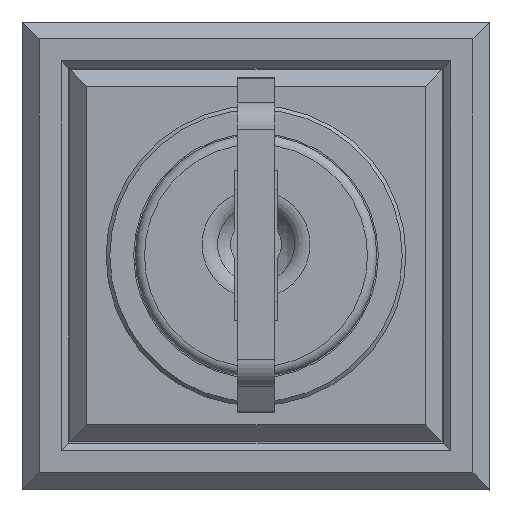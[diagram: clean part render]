
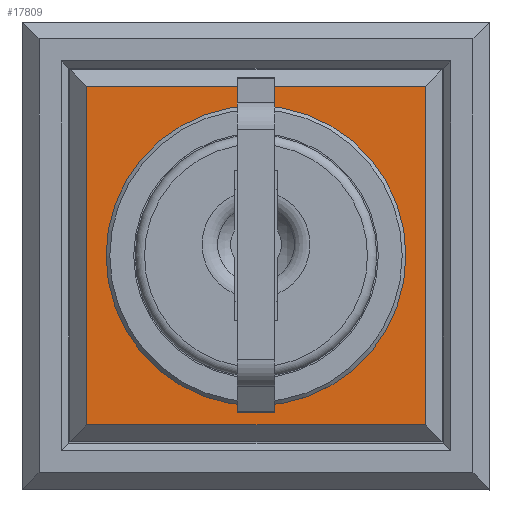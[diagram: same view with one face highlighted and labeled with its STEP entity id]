
A CAD part, top view. The second image highlights one B-rep face of the part: STEP entity #17809.
In plain terms, the highlighted planar face has unit normal (0, 0, 1).
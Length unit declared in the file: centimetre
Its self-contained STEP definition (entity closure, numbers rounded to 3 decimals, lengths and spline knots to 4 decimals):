
#132=FACE_BOUND('',#2636,.T.);
#870=PLANE('',#18902);
#1723=FACE_OUTER_BOUND('',#2635,.T.);
#2635=EDGE_LOOP('',(#15913,#15914,#15915,#15916));
#2636=EDGE_LOOP('',(#15917));
#2886=CIRCLE('',#18898,0.8);
#5017=LINE('',#38091,#7104);
#5018=LINE('',#38093,#7105);
#5019=LINE('',#38095,#7106);
#5020=LINE('',#38096,#7107);
#7104=VECTOR('',#23078,1.);
#7105=VECTOR('',#23079,1.);
#7106=VECTOR('',#23080,1.);
#7107=VECTOR('',#23081,1.);
#8728=VERTEX_POINT('',#38080);
#8730=VERTEX_POINT('',#38089);
#8731=VERTEX_POINT('',#38090);
#8732=VERTEX_POINT('',#38092);
#8733=VERTEX_POINT('',#38094);
#11134=EDGE_CURVE('',#8728,#8728,#2886,.T.);
#11137=EDGE_CURVE('',#8730,#8731,#5017,.T.);
#11138=EDGE_CURVE('',#8732,#8730,#5018,.T.);
#11139=EDGE_CURVE('',#8733,#8732,#5019,.T.);
#11140=EDGE_CURVE('',#8731,#8733,#5020,.T.);
#15913=ORIENTED_EDGE('',*,*,#11137,.F.);
#15914=ORIENTED_EDGE('',*,*,#11138,.F.);
#15915=ORIENTED_EDGE('',*,*,#11139,.F.);
#15916=ORIENTED_EDGE('',*,*,#11140,.F.);
#15917=ORIENTED_EDGE('',*,*,#11134,.T.);
#17809=ADVANCED_FACE('',(#1723,#132),#870,.F.);
#18898=AXIS2_PLACEMENT_3D('',#38082,#23067,#23068);
#18902=AXIS2_PLACEMENT_3D('',#38088,#23076,#23077);
#23067=DIRECTION('center_axis',(0.,0.,
-1.));
#23068=DIRECTION('ref_axis',(0.,-1.,0.));
#23076=DIRECTION('center_axis',(0.,0.,
-1.));
#23077=DIRECTION('ref_axis',(-1.,0.,0.));
#23078=DIRECTION('',(-1.,0.,0.));
#23079=DIRECTION('',(0.,-1.,0.));
#23080=DIRECTION('',(1.,0.,0.));
#23081=DIRECTION('',(0.,1.,0.));
#38080=CARTESIAN_POINT('',(0.,0.8,3.56));
#38082=CARTESIAN_POINT('Origin',(0.,0.,
3.56));
#38088=CARTESIAN_POINT('Origin',(0.,0.,
3.56));
#38089=CARTESIAN_POINT('',(0.9025,-0.9025,3.56));
#38090=CARTESIAN_POINT('',(-0.9025,-0.9025,3.56));
#38091=CARTESIAN_POINT('',(0.4962,-0.9025,3.56));
#38092=CARTESIAN_POINT('',(0.9025,0.9025,3.56));
#38093=CARTESIAN_POINT('',(0.9025,0.4962,3.56));
#38094=CARTESIAN_POINT('',(-0.9025,0.9025,3.56));
#38095=CARTESIAN_POINT('',(-0.4963,0.9025,3.56));
#38096=CARTESIAN_POINT('',(-0.9025,-0.4963,3.56));
